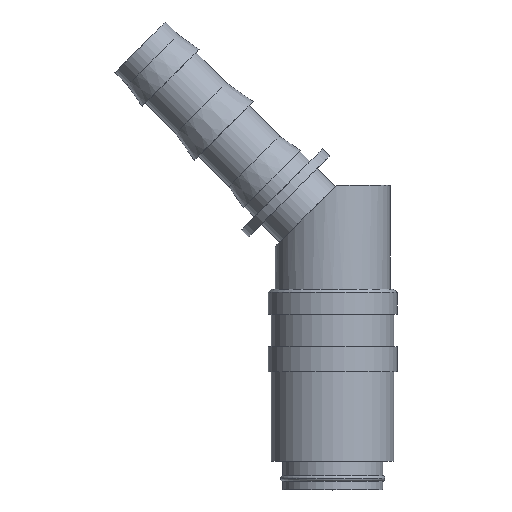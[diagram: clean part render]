
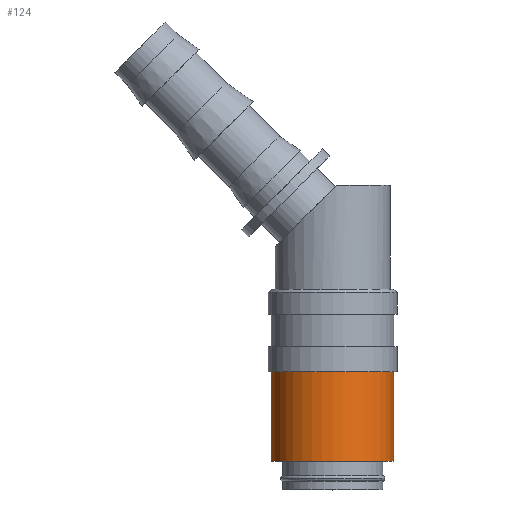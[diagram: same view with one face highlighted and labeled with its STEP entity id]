
A CAD part, top view. The second image highlights one B-rep face of the part: STEP entity #124.
In plain terms, the highlighted cylindrical face has radius 8.55 mm (diameter 17.1 mm), a partial arc.
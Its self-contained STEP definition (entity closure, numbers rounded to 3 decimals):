
#124=ADVANCED_FACE('',(#290),#291,.T.);
#290=FACE_OUTER_BOUND('',#497,.T.);
#291=CYLINDRICAL_SURFACE('',#498,8.55);
#497=EDGE_LOOP('',(#788,#789,#790,#791));
#498=AXIS2_PLACEMENT_3D('',#792,#793,#794);
#788=ORIENTED_EDGE('',*,*,#1220,.T.);
#789=ORIENTED_EDGE('',*,*,#1221,.F.);
#790=ORIENTED_EDGE('',*,*,#1222,.T.);
#791=ORIENTED_EDGE('',*,*,#1197,.T.);
#792=CARTESIAN_POINT('',(0.0,10.25,0.0));
#793=DIRECTION('',(-0.0,1.0,0.0));
#794=DIRECTION('',(1.0,0.0,0.0));
#1197=EDGE_CURVE('',#1428,#1427,#1430,.T.);
#1220=EDGE_CURVE('',#1427,#1462,#1463,.T.);
#1221=EDGE_CURVE('',#1464,#1462,#1465,.T.);
#1222=EDGE_CURVE('',#1464,#1428,#1466,.T.);
#1427=VERTEX_POINT('',#1757);
#1428=VERTEX_POINT('',#1758);
#1430=CIRCLE('',#1760,8.55);
#1462=VERTEX_POINT('',#1798);
#1463=LINE('',#1799,#1800);
#1464=VERTEX_POINT('',#1801);
#1465=CIRCLE('',#1802,8.55);
#1466=LINE('',#1803,#1804);
#1757=CARTESIAN_POINT('',(8.55,4.0,0.0));
#1758=CARTESIAN_POINT('',(-8.55,4.0,0.));
#1760=AXIS2_PLACEMENT_3D('',#2117,#2118,#2119);
#1798=CARTESIAN_POINT('',(8.55,16.5,0.0));
#1799=CARTESIAN_POINT('',(8.55,10.25,0.));
#1800=VECTOR('',#2153,1.0);
#1801=CARTESIAN_POINT('',(-8.55,16.5,0.));
#1802=AXIS2_PLACEMENT_3D('',#2154,#2155,#2156);
#1803=CARTESIAN_POINT('',(-8.55,10.25,0.));
#1804=VECTOR('',#2157,1.0);
#2117=CARTESIAN_POINT('',(0.0,4.0,0.0));
#2118=DIRECTION('',(-0.0,1.0,0.0));
#2119=DIRECTION('',(1.0,0.0,0.0));
#2153=DIRECTION('',(0.0,1.0,0.0));
#2154=CARTESIAN_POINT('',(0.0,16.5,0.0));
#2155=DIRECTION('',(-0.0,1.0,0.0));
#2156=DIRECTION('',(1.0,0.0,0.0));
#2157=DIRECTION('',(-0.0,-1.0,-0.0));
